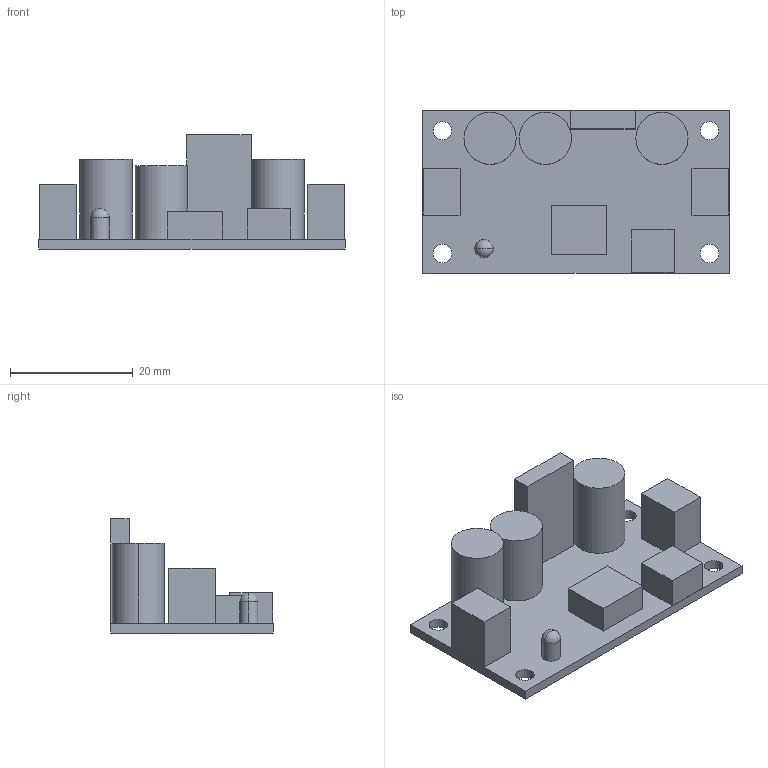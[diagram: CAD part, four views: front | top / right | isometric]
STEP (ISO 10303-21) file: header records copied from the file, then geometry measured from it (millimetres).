
FILE_DESCRIPTION (( 'STEP AP203' ), '1' );
FILE_NAME ('HV Power Supply.STEP', '2025-10-16T02:33:22', ( '' ), ( '' ), 'SwSTEP 2.0', 'SolidWorks 2025', '' );
FILE_SCHEMA (( 'CONFIG_CONTROL_DESIGN' ));
Length unit declared in the file: millimetre
Products named in the file (1): HV Power Supply
Bounding box: 50 x 26.5 x 18.6 mm (x, y, z)
Volume: 6177.4 mm3; surface area: 5191.4 mm2
Topology: 1 solids, 1 shells, 51 faces, 126 edges, 83 vertices
Faces by surface type: plane 33, cylinder 16, sphere 2
Entity records: 1575 total; most frequent: DIRECTION 260, CARTESIAN_POINT 255, ORIENTED_EDGE 244, EDGE_CURVE 122, VECTOR 88, LINE 88, AXIS2_PLACEMENT_3D 86, VERTEX_POINT 81
